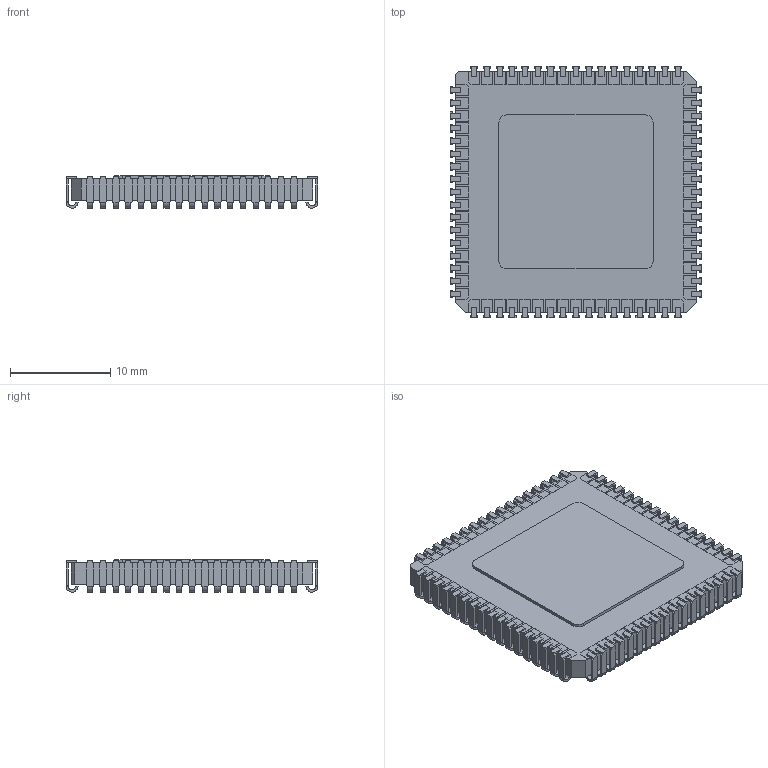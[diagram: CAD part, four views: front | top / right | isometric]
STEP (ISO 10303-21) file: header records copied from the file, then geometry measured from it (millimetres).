
FILE_DESCRIPTION((''),'2;1');
FILE_NAME('FJ0068A_ASM','2021-09-24T13:26:54',('a0412086'),(''),'CREO PARAMETRIC BY PTC INC, 2018500','CREO PARAMETRIC BY PTC INC, 2018500','');
FILE_SCHEMA(('CONFIG_CONTROL_DESIGN','SHAPE_APPEARANCE_LAYERS_GROUPS'));
Length unit declared in the file: millimetre
Products named in the file (5): CERAMIC_BODY; GOLD_PADS; GOLD_LEAD; GOLD_LID; FJ0068A_ASM
Assembly tree (71 placements, depth 2):
  FJ0068A_ASM
    CERAMIC_BODY
    GOLD_PADS
    GOLD_LEAD  x68
    GOLD_LID
Bounding box: 25.15 x 25.15 x 3.22 mm (x, y, z)
Volume: 1348.8 mm3; surface area: 2619.5 mm2
Topology: 138 solids, 138 shells, 1660 faces, 4016 edges, 2632 vertices
Faces by surface type: plane 1520, cylinder 140
Entity records: 15573 total; most frequent: CARTESIAN_POINT 2094, DIRECTION 2002, ORIENTED_EDGE 1868, PRESENTATION_STYLE_ASSIGNMENT 1005, STYLED_ITEM 1005, CURVE_STYLE 934, EDGE_CURVE 934, VECTOR 918
